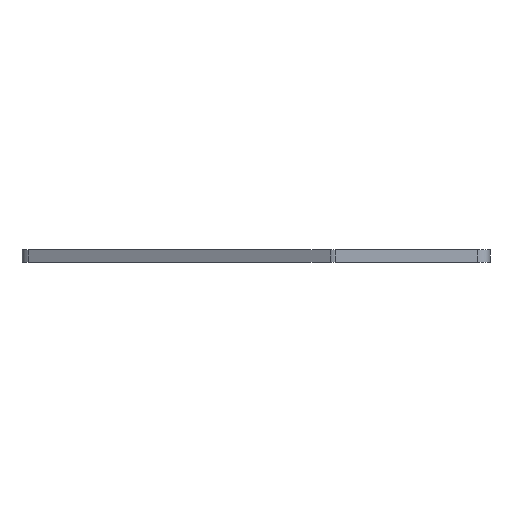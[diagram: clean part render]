
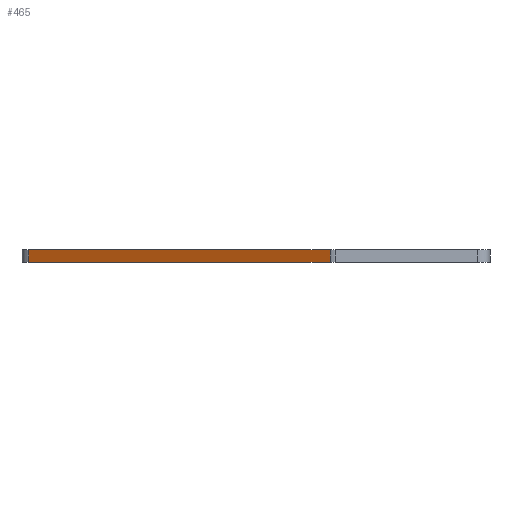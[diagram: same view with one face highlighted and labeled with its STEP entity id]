
A CAD part, left-side view. The second image highlights one B-rep face of the part: STEP entity #465.
In plain terms, the highlighted planar face has unit normal (-0.887, 0.461, 0).
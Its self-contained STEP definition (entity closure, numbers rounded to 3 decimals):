
#8 = LINE ( 'NONE', #1001, #814 ) ;
#32 = DIRECTION ( 'NONE',  ( -0.461, -0.887, 0. ) ) ;
#35 = VERTEX_POINT ( 'NONE', #236 ) ;
#104 = PLANE ( 'NONE',  #802 ) ;
#109 = VERTEX_POINT ( 'NONE', #662 ) ;
#138 = ORIENTED_EDGE ( 'NONE', *, *, #974, .T. ) ;
#193 = CARTESIAN_POINT ( 'NONE',  ( 0.338, 39.65, 0. ) ) ;
#236 = CARTESIAN_POINT ( 'NONE',  ( 39.16, 114.383, 3. ) ) ;
#317 = VERTEX_POINT ( 'NONE', #344 ) ;
#344 = CARTESIAN_POINT ( 'NONE',  ( 0.338, 39.65, 3. ) ) ;
#375 = ORIENTED_EDGE ( 'NONE', *, *, #1064, .T. ) ;
#379 = VERTEX_POINT ( 'NONE', #193 ) ;
#440 = EDGE_CURVE ( 'NONE', #379, #317, #530, .T. ) ;
#443 = EDGE_LOOP ( 'NONE', ( #138, #1085, #646, #375 ) ) ;
#449 = DIRECTION ( 'NONE',  ( 0.461, 0.887, 0. ) ) ;
#465 = ADVANCED_FACE ( 'NONE', ( #608 ), #104, .F. ) ;
#468 = LINE ( 'NONE', #882, #1062 ) ;
#526 = EDGE_CURVE ( 'NONE', #35, #317, #468, .T. ) ;
#530 = LINE ( 'NONE', #760, #592 ) ;
#592 = VECTOR ( 'NONE', #849, 1000. ) ;
#599 = DIRECTION ( 'NONE',  ( 0.887, -0.461, 0. ) ) ;
#608 = FACE_OUTER_BOUND ( 'NONE', #443, .T. ) ;
#646 = ORIENTED_EDGE ( 'NONE', *, *, #526, .F. ) ;
#662 = CARTESIAN_POINT ( 'NONE',  ( 39.16, 114.383, 0. ) ) ;
#673 = DIRECTION ( 'NONE',  ( 0., 0., -1. ) ) ;
#760 = CARTESIAN_POINT ( 'NONE',  ( 0.338, 39.65, 3. ) ) ;
#802 = AXIS2_PLACEMENT_3D ( 'NONE', #840, #599, #449 ) ;
#814 = VECTOR ( 'NONE', #673, 1000. ) ;
#840 = CARTESIAN_POINT ( 'NONE',  ( 40., 116., 3. ) ) ;
#849 = DIRECTION ( 'NONE',  ( 0., 0., 1. ) ) ;
#862 = VECTOR ( 'NONE', #1103, 1000. ) ;
#882 = CARTESIAN_POINT ( 'NONE',  ( 40., 116., 3. ) ) ;
#924 = CARTESIAN_POINT ( 'NONE',  ( 40., 116., 0. ) ) ;
#941 = LINE ( 'NONE', #924, #862 ) ;
#974 = EDGE_CURVE ( 'NONE', #109, #379, #941, .T. ) ;
#1001 = CARTESIAN_POINT ( 'NONE',  ( 39.16, 114.383, 3. ) ) ;
#1062 = VECTOR ( 'NONE', #32, 1000. ) ;
#1064 = EDGE_CURVE ( 'NONE', #35, #109, #8, .T. ) ;
#1085 = ORIENTED_EDGE ( 'NONE', *, *, #440, .T. ) ;
#1103 = DIRECTION ( 'NONE',  ( -0.461, -0.887, 0. ) ) ;
